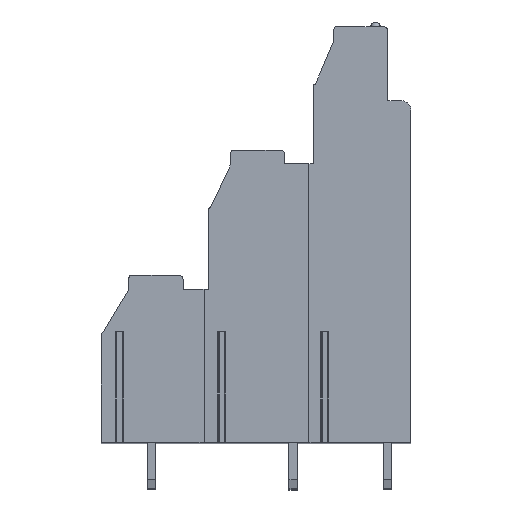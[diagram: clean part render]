
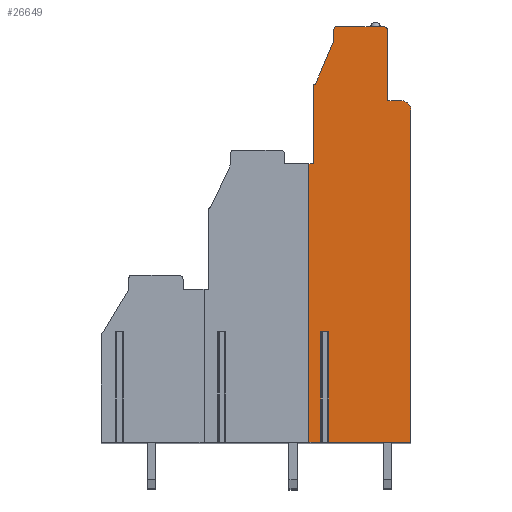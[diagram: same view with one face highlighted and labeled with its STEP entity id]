
A CAD part, top view. The second image highlights one B-rep face of the part: STEP entity #26649.
In plain terms, the highlighted planar face has unit normal (0, 0, 1).
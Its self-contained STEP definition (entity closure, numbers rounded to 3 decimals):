
#2685=DIRECTION('',(1.,0.,0.));
#2686=VECTOR('',#2685,0.856);
#2687=CARTESIAN_POINT('',(0.772,-18.05,73.66));
#2688=LINE('',#2687,#2686);
#2689=DIRECTION('',(0.,-1.,0.));
#2690=VECTOR('',#2689,11.95);
#2691=CARTESIAN_POINT('',(0.772,-18.05,73.66));
#2692=LINE('',#2691,#2690);
#2693=DIRECTION('',(1.,0.,0.));
#2694=VECTOR('',#2693,1.272);
#2695=CARTESIAN_POINT('',(-0.5,-30.,73.66));
#2696=LINE('',#2695,#2694);
#2697=DIRECTION('',(0.,1.,0.));
#2698=VECTOR('',#2697,30.);
#2699=CARTESIAN_POINT('',(-0.5,-30.,73.66));
#2700=LINE('',#2699,#2698);
#2701=DIRECTION('',(-1.,0.,0.));
#2702=VECTOR('',#2701,0.5);
#2703=CARTESIAN_POINT('',(0.,0.,73.66));
#2704=LINE('',#2703,#2702);
#2705=DIRECTION('',(0.,-1.,0.));
#2706=VECTOR('',#2705,8.4);
#2707=CARTESIAN_POINT('',(0.,8.4,73.66));
#2708=LINE('',#2707,#2706);
#2709=CARTESIAN_POINT('',(0.2,8.4,73.66));
#2710=DIRECTION('',(0.,0.,1.));
#2711=DIRECTION('',(0.,1.,0.));
#2712=AXIS2_PLACEMENT_3D('',#2709,#2710,#2711);
#2714=DIRECTION('',(-0.392,-0.92,0.));
#2715=VECTOR('',#2714,5.108);
#2716=CARTESIAN_POINT('',(2.2,13.3,73.66));
#2717=LINE('',#2716,#2715);
#2718=DIRECTION('',(0.,-1.,0.));
#2719=VECTOR('',#2718,1.2);
#2720=CARTESIAN_POINT('',(2.2,14.5,73.66));
#2721=LINE('',#2720,#2719);
#2722=CARTESIAN_POINT('',(2.5,14.5,73.66));
#2723=DIRECTION('',(0.,0.,1.));
#2724=DIRECTION('',(0.,1.,0.));
#2725=AXIS2_PLACEMENT_3D('',#2722,#2723,#2724);
#2727=DIRECTION('',(-1.,0.,0.));
#2728=VECTOR('',#2727,5.);
#2729=CARTESIAN_POINT('',(7.5,14.8,73.66));
#2730=LINE('',#2729,#2728);
#2731=CARTESIAN_POINT('',(7.5,14.3,73.66));
#2732=DIRECTION('',(0.,0.,1.));
#2733=DIRECTION('',(1.,0.,0.));
#2734=AXIS2_PLACEMENT_3D('',#2731,#2732,#2733);
#2736=DIRECTION('',(0.,1.,0.));
#2737=VECTOR('',#2736,7.5);
#2738=CARTESIAN_POINT('',(8.,6.8,73.66));
#2739=LINE('',#2738,#2737);
#2740=DIRECTION('',(-1.,0.,0.));
#2741=VECTOR('',#2740,1.5);
#2742=CARTESIAN_POINT('',(9.5,6.8,73.66));
#2743=LINE('',#2742,#2741);
#2744=CARTESIAN_POINT('',(9.5,5.8,73.66));
#2745=DIRECTION('',(0.,0.,1.));
#2746=DIRECTION('',(1.,0.,0.));
#2747=AXIS2_PLACEMENT_3D('',#2744,#2745,#2746);
#2749=DIRECTION('',(0.,1.,0.));
#2750=VECTOR('',#2749,35.8);
#2751=CARTESIAN_POINT('',(10.5,-30.,73.66));
#2752=LINE('',#2751,#2750);
#2753=DIRECTION('',(1.,0.,0.));
#2754=VECTOR('',#2753,8.872);
#2755=CARTESIAN_POINT('',(1.628,-30.,73.66));
#2756=LINE('',#2755,#2754);
#2757=DIRECTION('',(0.,-1.,0.));
#2758=VECTOR('',#2757,11.95);
#2759=CARTESIAN_POINT('',(1.628,-18.05,73.66));
#2760=LINE('',#2759,#2758);
#18258=CARTESIAN_POINT('',(10.5,-30.,73.66));
#18259=CARTESIAN_POINT('',(10.5,5.8,73.66));
#18260=VERTEX_POINT('',#18258);
#18261=VERTEX_POINT('',#18259);
#18262=CARTESIAN_POINT('',(9.5,6.8,73.66));
#18263=VERTEX_POINT('',#18262);
#18264=CARTESIAN_POINT('',(8.,6.8,73.66));
#18265=VERTEX_POINT('',#18264);
#18266=CARTESIAN_POINT('',(8.,14.3,73.66));
#18267=VERTEX_POINT('',#18266);
#18268=CARTESIAN_POINT('',(7.5,14.8,73.66));
#18269=VERTEX_POINT('',#18268);
#18270=CARTESIAN_POINT('',(2.5,14.8,73.66));
#18271=VERTEX_POINT('',#18270);
#18272=CARTESIAN_POINT('',(2.2,14.5,73.66));
#18273=VERTEX_POINT('',#18272);
#18274=CARTESIAN_POINT('',(2.2,13.3,73.66));
#18275=VERTEX_POINT('',#18274);
#18276=CARTESIAN_POINT('',(0.2,8.6,73.66));
#18277=VERTEX_POINT('',#18276);
#18278=CARTESIAN_POINT('',(0.,8.4,73.66));
#18279=VERTEX_POINT('',#18278);
#18280=CARTESIAN_POINT('',(0.,0.,73.66));
#18281=VERTEX_POINT('',#18280);
#18306=CARTESIAN_POINT('',(-0.5,-30.,73.66));
#18307=CARTESIAN_POINT('',(-0.5,0.,73.66));
#18308=VERTEX_POINT('',#18306);
#18309=VERTEX_POINT('',#18307);
#18366=CARTESIAN_POINT('',(0.772,-18.05,73.66));
#18367=CARTESIAN_POINT('',(1.628,-18.05,73.66));
#18368=VERTEX_POINT('',#18366);
#18369=VERTEX_POINT('',#18367);
#18374=CARTESIAN_POINT('',(0.772,-30.,73.66));
#18375=VERTEX_POINT('',#18374);
#18376=CARTESIAN_POINT('',(1.628,-30.,73.66));
#18377=VERTEX_POINT('',#18376);
#26608=CARTESIAN_POINT('',(0.,0.,73.66));
#26609=DIRECTION('',(0.,0.,1.));
#26610=DIRECTION('',(1.,0.,0.));
#26611=AXIS2_PLACEMENT_3D('',#26608,#26609,#26610);
#26612=PLANE('',#26611);
#26614=ORIENTED_EDGE('',*,*,#26613,.F.);
#26616=ORIENTED_EDGE('',*,*,#26615,.T.);
#26617=ORIENTED_EDGE('',*,*,#26083,.F.);
#26619=ORIENTED_EDGE('',*,*,#26618,.T.);
#26621=ORIENTED_EDGE('',*,*,#26620,.F.);
#26623=ORIENTED_EDGE('',*,*,#26622,.F.);
#26625=ORIENTED_EDGE('',*,*,#26624,.F.);
#26627=ORIENTED_EDGE('',*,*,#26626,.F.);
#26629=ORIENTED_EDGE('',*,*,#26628,.F.);
#26631=ORIENTED_EDGE('',*,*,#26630,.F.);
#26633=ORIENTED_EDGE('',*,*,#26632,.F.);
#26635=ORIENTED_EDGE('',*,*,#26634,.F.);
#26637=ORIENTED_EDGE('',*,*,#26636,.F.);
#26639=ORIENTED_EDGE('',*,*,#26638,.F.);
#26641=ORIENTED_EDGE('',*,*,#26640,.F.);
#26643=ORIENTED_EDGE('',*,*,#26642,.F.);
#26644=ORIENTED_EDGE('',*,*,#26099,.F.);
#26646=ORIENTED_EDGE('',*,*,#26645,.F.);
#26647=EDGE_LOOP('',(#26614,#26616,#26617,#26619,#26621,#26623,#26625,#26627,
#26629,#26631,#26633,#26635,#26637,#26639,#26641,#26643,#26644,#26646));
#26648=FACE_OUTER_BOUND('',#26647,.F.);
#26649=ADVANCED_FACE('',(#26648),#26612,.T.);
#2713=CIRCLE('',#2712,0.2);
#2726=CIRCLE('',#2725,0.3);
#2735=CIRCLE('',#2734,0.5);
#2748=CIRCLE('',#2747,1.);
#26083=EDGE_CURVE('',#18308,#18375,#2696,.T.);
#26099=EDGE_CURVE('',#18377,#18260,#2756,.T.);
#26613=EDGE_CURVE('',#18368,#18369,#2688,.T.);
#26615=EDGE_CURVE('',#18368,#18375,#2692,.T.);
#26618=EDGE_CURVE('',#18308,#18309,#2700,.T.);
#26620=EDGE_CURVE('',#18281,#18309,#2704,.T.);
#26622=EDGE_CURVE('',#18279,#18281,#2708,.T.);
#26624=EDGE_CURVE('',#18277,#18279,#2713,.T.);
#26626=EDGE_CURVE('',#18275,#18277,#2717,.T.);
#26628=EDGE_CURVE('',#18273,#18275,#2721,.T.);
#26630=EDGE_CURVE('',#18271,#18273,#2726,.T.);
#26632=EDGE_CURVE('',#18269,#18271,#2730,.T.);
#26634=EDGE_CURVE('',#18267,#18269,#2735,.T.);
#26636=EDGE_CURVE('',#18265,#18267,#2739,.T.);
#26638=EDGE_CURVE('',#18263,#18265,#2743,.T.);
#26640=EDGE_CURVE('',#18261,#18263,#2748,.T.);
#26642=EDGE_CURVE('',#18260,#18261,#2752,.T.);
#26645=EDGE_CURVE('',#18369,#18377,#2760,.T.);
